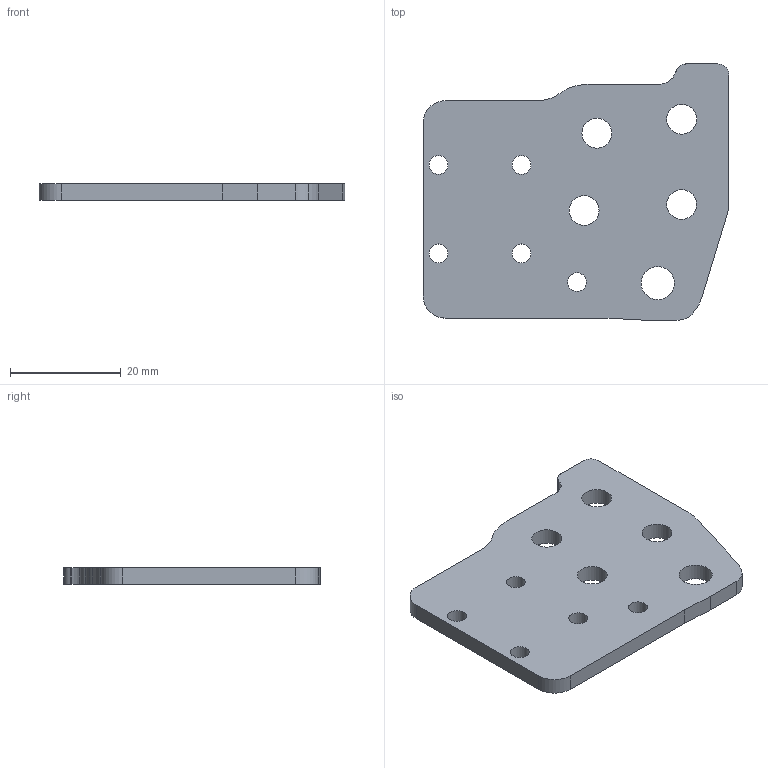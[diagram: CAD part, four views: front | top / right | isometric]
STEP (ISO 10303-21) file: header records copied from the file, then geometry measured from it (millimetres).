
FILE_DESCRIPTION(/* description */ (''),/* implementation_level */ '2;1');
FILE_NAME(/* name */ 'Trailhead_idex.step',/* time_stamp */ '2023-12-09T19:01:49+01:00',/* author */ (''),/* organization */ (''),/* preprocessor_version */ 'ST-DEVELOPER v20',/* originating_system */ 'Autodesk Translation Framework v12.14.0.127',/* authorisation */ '');
FILE_SCHEMA (('AUTOMOTIVE_DESIGN { 1 0 10303 214 3 1 1 }'));
Length unit declared in the file: millimetre
Products named in the file (1): Trailhead_idex
Bounding box: 55.3 x 46.3 x 3 mm (x, y, z)
Volume: 6206.5 mm3; surface area: 5123 mm2
Topology: 1 solids, 1 shells, 37 faces, 105 edges, 70 vertices
Faces by surface type: cylinder 22, plane 10, bspline 5
Full cylindrical faces by diameter (mm): 3.4 x5, 5.4 x4, 6 x1
Entity records: 1454 total; most frequent: CARTESIAN_POINT 406, ORIENTED_EDGE 210, DIRECTION 205, EDGE_CURVE 105, AXIS2_PLACEMENT_3D 77, VERTEX_POINT 70, EDGE_LOOP 57, LINE 51
